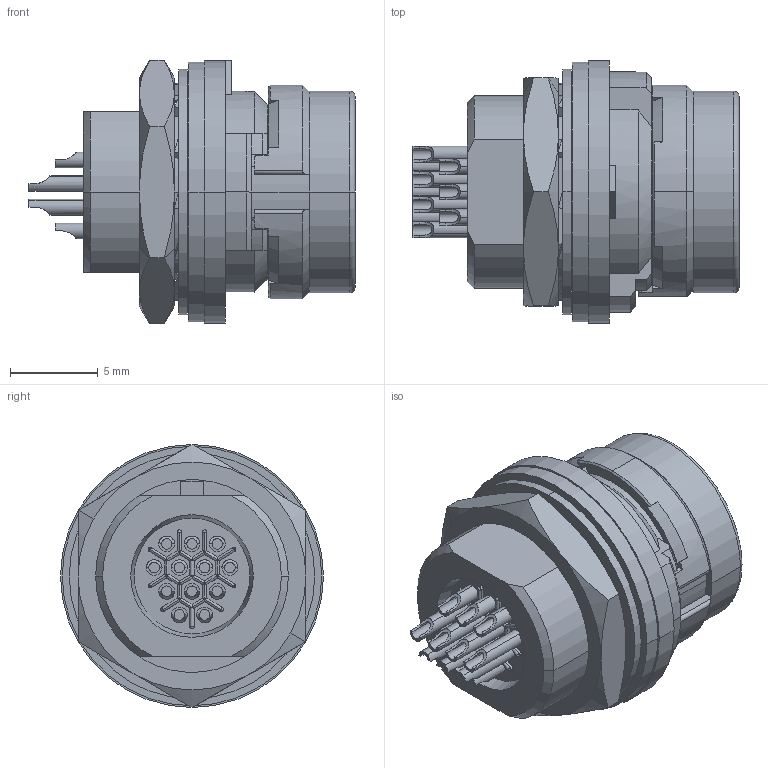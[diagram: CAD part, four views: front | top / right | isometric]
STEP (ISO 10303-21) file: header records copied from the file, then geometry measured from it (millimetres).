
FILE_DESCRIPTION(('CoCreate Modeling STEP Export'),'2;1');
FILE_NAME('HR30-8R-12S.stp','2010-02-23T18:38:54',(''),(''),'CoCreate Modeling STEP processor for AP214 (Solid Model)','CoCreate Modeling 16.00B 02-Dec-2008 (C) Parametric Technology GmbH','');
FILE_SCHEMA(('AUTOMOTIVE_DESIGN { 1 0 10303 214 1 1 1 1 }'));
Length unit declared in the file: millimetre
Products named in the file (1): HR30-8R-12S
Bounding box: 18.6 x 15 x 15.01 mm (x, y, z)
Volume: 1580.4 mm3; surface area: 2040.2 mm2
Topology: 1 solids, 1 shells, 548 faces, 1470 edges, 896 vertices
Faces by surface type: plane 242, cylinder 242, cone 43, sphere 15, torus 6
Entity records: 21123 total; most frequent: CARTESIAN_POINT 8472, ORIENTED_EDGE 2910, DIRECTION 2395, EDGE_CURVE 1455, VERTEX_POINT 896, AXIS2_PLACEMENT_3D 875, VECTOR 645, LINE 645
